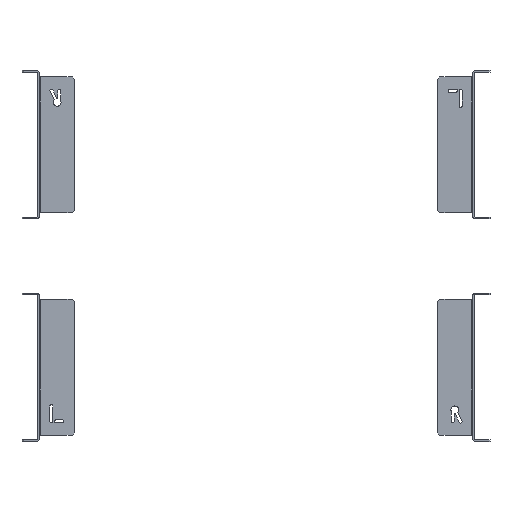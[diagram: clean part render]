
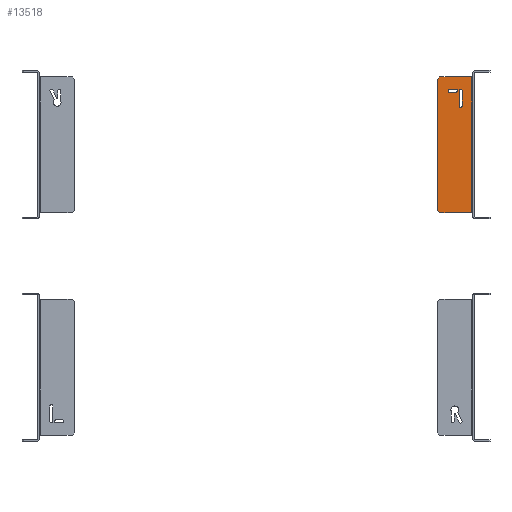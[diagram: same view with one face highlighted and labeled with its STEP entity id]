
A CAD part, top view. The second image highlights one B-rep face of the part: STEP entity #13518.
In plain terms, the highlighted planar face has unit normal (0, 0, 1).
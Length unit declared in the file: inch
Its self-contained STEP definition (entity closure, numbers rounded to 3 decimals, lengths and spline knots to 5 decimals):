
#415 = VECTOR ( 'NONE', #6296, 39.37008 ) ;
#489 = DIRECTION ( 'NONE',  ( 0., 1., 0. ) ) ;
#499 = CARTESIAN_POINT ( 'NONE',  ( 17.492, 11.75, -1.75 ) ) ;
#584 = CARTESIAN_POINT ( 'NONE',  ( 16.85, 11.25, -1.75 ) ) ;
#840 = CARTESIAN_POINT ( 'NONE',  ( 17.528, 11.75, -1.75 ) ) ;
#874 = VERTEX_POINT ( 'NONE', #5505 ) ;
#914 = CARTESIAN_POINT ( 'NONE',  ( 16.2, 6.25, -1.75 ) ) ;
#1028 = EDGE_CURVE ( 'NONE', #874, #9367, #2496, .T. ) ;
#1082 = CARTESIAN_POINT ( 'NONE',  ( 16.85, 11.1875, -1.75 ) ) ;
#1103 = LINE ( 'NONE', #7538, #415 ) ;
#1232 = CARTESIAN_POINT ( 'NONE',  ( 16.1, 11.65, -1.75 ) ) ;
#1239 = VERTEX_POINT ( 'NONE', #13811 ) ;
#1403 = PLANE ( 'NONE',  #3840 ) ;
#1440 = DIRECTION ( 'NONE',  ( 0., -1., 0. ) ) ;
#1554 = DIRECTION ( 'NONE',  ( 1., 0., 0. ) ) ;
#1732 = VECTOR ( 'NONE', #2760, 39.37008 ) ;
#1962 = LINE ( 'NONE', #840, #6440 ) ;
#2080 = ORIENTED_EDGE ( 'NONE', *, *, #9071, .T. ) ;
#2100 = VERTEX_POINT ( 'NONE', #914 ) ;
#2379 = VERTEX_POINT ( 'NONE', #4021 ) ;
#2432 = DIRECTION ( 'NONE',  ( 0., 1., 0. ) ) ;
#2496 = LINE ( 'NONE', #11052, #3706 ) ;
#2760 = DIRECTION ( 'NONE',  ( -1., 0., 0. ) ) ;
#2835 = ORIENTED_EDGE ( 'NONE', *, *, #10449, .F. ) ;
#2850 = ORIENTED_EDGE ( 'NONE', *, *, #4181, .F. ) ;
#3161 = EDGE_LOOP ( 'NONE', ( #10639, #9060, #10417, #2850, #2080, #2835 ) ) ;
#3187 = DIRECTION ( 'NONE',  ( 0., 0., 1. ) ) ;
#3198 = DIRECTION ( 'NONE',  ( 0., -1., 0. ) ) ;
#3200 = VERTEX_POINT ( 'NONE', #499 ) ;
#3300 = CARTESIAN_POINT ( 'NONE',  ( 17.528, 6.25, -1.75 ) ) ;
#3634 = CARTESIAN_POINT ( 'NONE',  ( 17.492, 6.25, -1.75 ) ) ;
#3706 = VECTOR ( 'NONE', #1440, 39.37008 ) ;
#3840 = AXIS2_PLACEMENT_3D ( 'NONE', #5465, #7701, #8958 ) ;
#3870 = DIRECTION ( 'NONE',  ( 0., -1., 0. ) ) ;
#3884 = VERTEX_POINT ( 'NONE', #4541 ) ;
#3907 = EDGE_LOOP ( 'NONE', ( #8790, #6965, #10159, #13492 ) ) ;
#3939 = EDGE_CURVE ( 'NONE', #2379, #9885, #8032, .T. ) ;
#4021 = CARTESIAN_POINT ( 'NONE',  ( 16.6, 11.25, -1.75 ) ) ;
#4034 = EDGE_LOOP ( 'NONE', ( #5747, #12817, #8658, #7649 ) ) ;
#4135 = DIRECTION ( 'NONE',  ( 1., 0., 0. ) ) ;
#4137 = LINE ( 'NONE', #12042, #5588 ) ;
#4181 = EDGE_CURVE ( 'NONE', #1239, #2100, #4424, .T. ) ;
#4424 = LINE ( 'NONE', #3300, #5792 ) ;
#4446 = LINE ( 'NONE', #6679, #5861 ) ;
#4541 = CARTESIAN_POINT ( 'NONE',  ( 17.1005, 11.1875, -1.75 ) ) ;
#4558 = FACE_BOUND ( 'NONE', #4034, .T. ) ;
#4594 = CARTESIAN_POINT ( 'NONE',  ( 16.2, 11.75, -1.75 ) ) ;
#5138 = EDGE_CURVE ( 'NONE', #3884, #874, #12544, .T. ) ;
#5465 = CARTESIAN_POINT ( 'NONE',  ( 17.528, 9., -1.75 ) ) ;
#5470 = CARTESIAN_POINT ( 'NONE',  ( 17.038, 11.1875, -1.75 ) ) ;
#5489 = CARTESIAN_POINT ( 'NONE',  ( 17.038, 10.5625, -1.75 ) ) ;
#5501 = CARTESIAN_POINT ( 'NONE',  ( 17.1005, 10.5625, -1.75 ) ) ;
#5505 = CARTESIAN_POINT ( 'NONE',  ( 16.9755, 11.1875, -1.75 ) ) ;
#5550 = CARTESIAN_POINT ( 'NONE',  ( 16.1, 6.35, -1.75 ) ) ;
#5588 = VECTOR ( 'NONE', #2432, 39.37008 ) ;
#5747 = ORIENTED_EDGE ( 'NONE', *, *, #5138, .F. ) ;
#5792 = VECTOR ( 'NONE', #12693, 39.37008 ) ;
#5861 = VECTOR ( 'NONE', #7670, 39.37008 ) ;
#6296 = DIRECTION ( 'NONE',  ( -0.707, 0.707, 0. ) ) ;
#6371 = EDGE_CURVE ( 'NONE', #9367, #11045, #9370, .T. ) ;
#6440 = VECTOR ( 'NONE', #4135, 39.37008 ) ;
#6518 = EDGE_CURVE ( 'NONE', #9885, #11800, #13186, .T. ) ;
#6648 = LINE ( 'NONE', #3634, #9681 ) ;
#6679 = CARTESIAN_POINT ( 'NONE',  ( 16.1, 9., -1.75 ) ) ;
#6860 = EDGE_CURVE ( 'NONE', #11045, #3884, #4137, .T. ) ;
#6965 = ORIENTED_EDGE ( 'NONE', *, *, #9988, .F. ) ;
#7087 = CARTESIAN_POINT ( 'NONE',  ( 16.6, 11.1875, -1.75 ) ) ;
#7433 = CARTESIAN_POINT ( 'NONE',  ( 16.85, 11.125, -1.75 ) ) ;
#7538 = CARTESIAN_POINT ( 'NONE',  ( 16.2, 6.25, -1.75 ) ) ;
#7649 = ORIENTED_EDGE ( 'NONE', *, *, #1028, .F. ) ;
#7670 = DIRECTION ( 'NONE',  ( 0., 1., 0. ) ) ;
#7701 = DIRECTION ( 'NONE',  ( 0., 0., -1. ) ) ;
#7751 = CARTESIAN_POINT ( 'NONE',  ( 16.9755, 10.5625, -1.75 ) ) ;
#8005 = LINE ( 'NONE', #12290, #1732 ) ;
#8032 = CIRCLE ( 'NONE', #11631, 0.0625 ) ;
#8142 = DIRECTION ( 'NONE',  ( 0., 0., 1. ) ) ;
#8309 = DIRECTION ( 'NONE',  ( 0., 0., 1. ) ) ;
#8607 = EDGE_CURVE ( 'NONE', #11504, #10547, #4446, .T. ) ;
#8658 = ORIENTED_EDGE ( 'NONE', *, *, #6371, .F. ) ;
#8790 = ORIENTED_EDGE ( 'NONE', *, *, #3939, .F. ) ;
#8820 = FACE_BOUND ( 'NONE', #3907, .T. ) ;
#8843 = CARTESIAN_POINT ( 'NONE',  ( 17.528, 11.125, -1.75 ) ) ;
#8958 = DIRECTION ( 'NONE',  ( 1., 0., 0. ) ) ;
#9060 = ORIENTED_EDGE ( 'NONE', *, *, #8607, .F. ) ;
#9071 = EDGE_CURVE ( 'NONE', #1239, #3200, #6648, .T. ) ;
#9290 = EDGE_CURVE ( 'NONE', #2100, #11504, #1103, .T. ) ;
#9322 = CARTESIAN_POINT ( 'NONE',  ( 16.1, 11.65, -1.75 ) ) ;
#9367 = VERTEX_POINT ( 'NONE', #7751 ) ;
#9370 = CIRCLE ( 'NONE', #10951, 0.0625 ) ;
#9626 = DIRECTION ( 'NONE',  ( 0., -1., 0. ) ) ;
#9646 = EDGE_CURVE ( 'NONE', #11800, #10014, #10920, .T. ) ;
#9681 = VECTOR ( 'NONE', #489, 39.37008 ) ;
#9828 = VECTOR ( 'NONE', #10841, 39.37008 ) ;
#9885 = VERTEX_POINT ( 'NONE', #12094 ) ;
#9926 = LINE ( 'NONE', #1232, #9828 ) ;
#9988 = EDGE_CURVE ( 'NONE', #10014, #2379, #8005, .T. ) ;
#10014 = VERTEX_POINT ( 'NONE', #584 ) ;
#10159 = ORIENTED_EDGE ( 'NONE', *, *, #9646, .F. ) ;
#10417 = ORIENTED_EDGE ( 'NONE', *, *, #9290, .F. ) ;
#10449 = EDGE_CURVE ( 'NONE', #11057, #3200, #1962, .T. ) ;
#10547 = VERTEX_POINT ( 'NONE', #9322 ) ;
#10639 = ORIENTED_EDGE ( 'NONE', *, *, #11033, .F. ) ;
#10660 = DIRECTION ( 'NONE',  ( 0., -1., 0. ) ) ;
#10841 = DIRECTION ( 'NONE',  ( 0.707, 0.707, 0. ) ) ;
#10920 = CIRCLE ( 'NONE', #13580, 0.0625 ) ;
#10930 = FACE_OUTER_BOUND ( 'NONE', #3161, .T. ) ;
#10951 = AXIS2_PLACEMENT_3D ( 'NONE', #5489, #3187, #9626 ) ;
#11033 = EDGE_CURVE ( 'NONE', #10547, #11057, #9926, .T. ) ;
#11045 = VERTEX_POINT ( 'NONE', #5501 ) ;
#11052 = CARTESIAN_POINT ( 'NONE',  ( 16.9755, 9., -1.75 ) ) ;
#11057 = VERTEX_POINT ( 'NONE', #4594 ) ;
#11504 = VERTEX_POINT ( 'NONE', #5550 ) ;
#11631 = AXIS2_PLACEMENT_3D ( 'NONE', #7087, #8142, #3870 ) ;
#11800 = VERTEX_POINT ( 'NONE', #7433 ) ;
#11992 = DIRECTION ( 'NONE',  ( 0., 0., 1. ) ) ;
#12042 = CARTESIAN_POINT ( 'NONE',  ( 17.1005, 9., -1.75 ) ) ;
#12094 = CARTESIAN_POINT ( 'NONE',  ( 16.6, 11.125, -1.75 ) ) ;
#12290 = CARTESIAN_POINT ( 'NONE',  ( 17.528, 11.25, -1.75 ) ) ;
#12544 = CIRCLE ( 'NONE', #13655, 0.0625 ) ;
#12693 = DIRECTION ( 'NONE',  ( -1., 0., 0. ) ) ;
#12817 = ORIENTED_EDGE ( 'NONE', *, *, #6860, .F. ) ;
#12969 = VECTOR ( 'NONE', #1554, 39.37008 ) ;
#13186 = LINE ( 'NONE', #8843, #12969 ) ;
#13492 = ORIENTED_EDGE ( 'NONE', *, *, #6518, .F. ) ;
#13518 = ADVANCED_FACE ( 'NONE', ( #10930, #8820, #4558 ), #1403, .F. ) ;
#13580 = AXIS2_PLACEMENT_3D ( 'NONE', #1082, #8309, #3198 ) ;
#13655 = AXIS2_PLACEMENT_3D ( 'NONE', #5470, #11992, #10660 ) ;
#13811 = CARTESIAN_POINT ( 'NONE',  ( 17.492, 6.25, -1.75 ) ) ;
